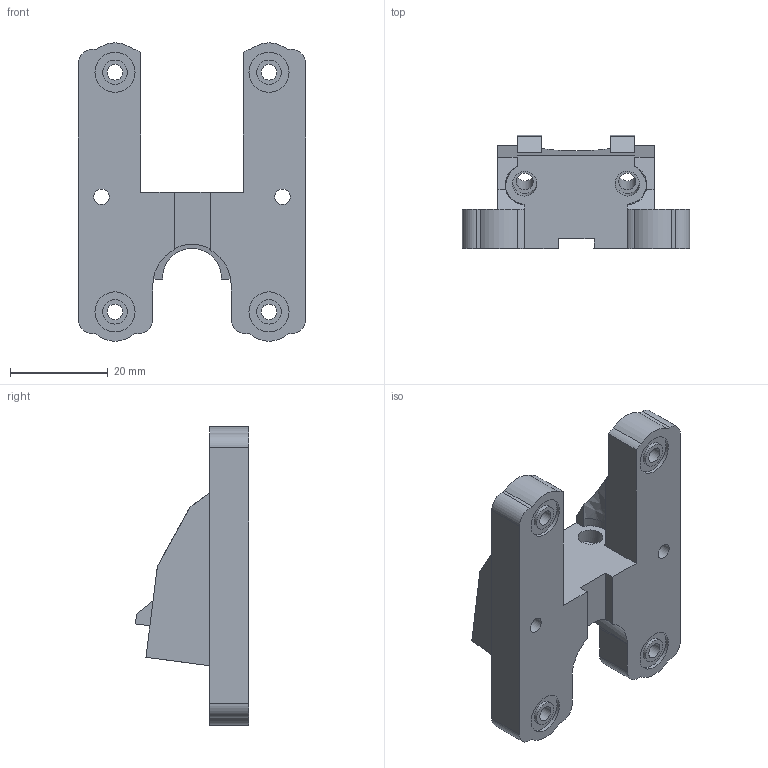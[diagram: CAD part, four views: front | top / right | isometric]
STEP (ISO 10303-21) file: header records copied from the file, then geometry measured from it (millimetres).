
FILE_DESCRIPTION(/* description */ (''),/* implementation_level */ '2;1');
FILE_NAME(/* name */ 'Step''s/1-Mosquito & E3Dv6 Mount v13.step',/* time_stamp */ '2019-10-20T16:55:20-04:00',/* author */ (''),/* organization */ (''),/* preprocessor_version */ 'ST-DEVELOPER v18',/* originating_system */ 'Autodesk Translation Framework v8.6.0.1094',/* authorisation */ '');
FILE_SCHEMA (('AUTOMOTIVE_DESIGN { 1 0 10303 214 3 1 1 }'));
Length unit declared in the file: millimetre
Products named in the file (1): 1-Mosquito & E3Dv6 Mount
Bounding box: 46.5 x 23.16 x 60.98 mm (x, y, z)
Volume: 19745.6 mm3; surface area: 8885.7 mm2
Topology: 1 solids, 1 shells, 109 faces, 278 edges, 187 vertices
Faces by surface type: plane 64, cylinder 41, bspline 4
Full cylindrical faces by diameter (mm): 3.2 x6, 3.5 x2, 5 x8, 7 x4, 8.2 x4
Entity records: 3430 total; most frequent: CARTESIAN_POINT 627, DIRECTION 592, ORIENTED_EDGE 556, EDGE_CURVE 278, AXIS2_PLACEMENT_3D 214, VERTEX_POINT 187, LINE 164, VECTOR 164
